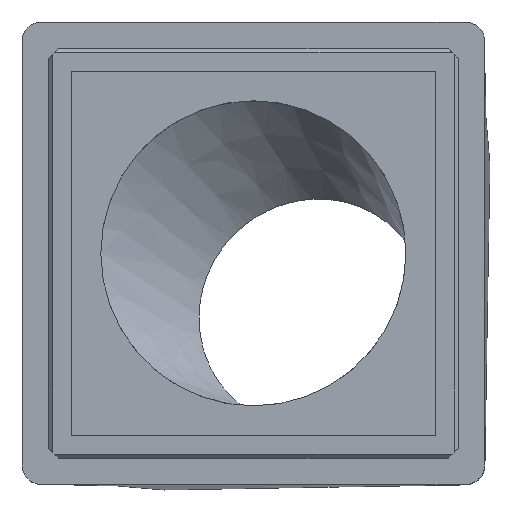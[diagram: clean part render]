
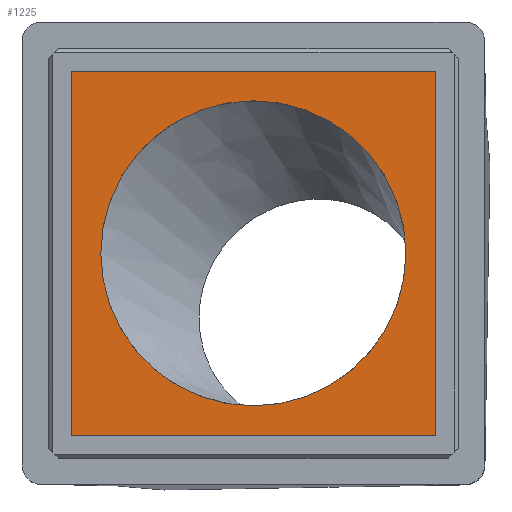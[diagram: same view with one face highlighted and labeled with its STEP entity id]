
A CAD part, top view. The second image highlights one B-rep face of the part: STEP entity #1225.
In plain terms, the highlighted planar face has unit normal (0, 0, 1).
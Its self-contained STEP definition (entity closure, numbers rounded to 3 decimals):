
#119=CIRCLE('',#1298,15.5);
#129=FACE_BOUND('',#279,.T.);
#200=FACE_OUTER_BOUND('',#278,.T.);
#278=EDGE_LOOP('',(#1116,#1117,#1118,#1119));
#279=EDGE_LOOP('',(#1120));
#376=LINE('',#2750,#480);
#379=LINE('',#2755,#483);
#381=LINE('',#2759,#485);
#382=LINE('',#2761,#486);
#480=VECTOR('',#1506,10.);
#483=VECTOR('',#1511,10.);
#485=VECTOR('',#1515,10.);
#486=VECTOR('',#1518,10.);
#594=VERTEX_POINT('',#2747);
#595=VERTEX_POINT('',#2749);
#596=VERTEX_POINT('',#2753);
#597=VERTEX_POINT('',#2757);
#598=VERTEX_POINT('',#2779);
#764=EDGE_CURVE('',#595,#594,#376,.T.);
#767=EDGE_CURVE('',#594,#596,#379,.T.);
#769=EDGE_CURVE('',#596,#597,#381,.T.);
#770=EDGE_CURVE('',#597,#595,#382,.T.);
#772=EDGE_CURVE('',#598,#598,#119,.F.);
#1116=ORIENTED_EDGE('',*,*,#764,.T.);
#1117=ORIENTED_EDGE('',*,*,#767,.T.);
#1118=ORIENTED_EDGE('',*,*,#769,.T.);
#1119=ORIENTED_EDGE('',*,*,#770,.T.);
#1120=ORIENTED_EDGE('',*,*,#772,.T.);
#1154=PLANE('',#1299);
#1225=ADVANCED_FACE('',(#200,#129),#1154,.F.);
#1298=AXIS2_PLACEMENT_3D('',#2781,#1522,#1523);
#1299=AXIS2_PLACEMENT_3D('',#2782,#1524,#1525);
#1506=DIRECTION('',(0.,1.,0.));
#1511=DIRECTION('',(-1.,0.,0.));
#1515=DIRECTION('',(0.,-1.,0.));
#1518=DIRECTION('',(1.,0.,0.));
#1522=DIRECTION('center_axis',(0.,0.,1.));
#1523=DIRECTION('ref_axis',(1.,0.,0.));
#1524=DIRECTION('center_axis',(0.,0.,-1.));
#1525=DIRECTION('ref_axis',(-1.,0.,0.));
#2747=CARTESIAN_POINT('',(18.5,18.5,-3.95));
#2749=CARTESIAN_POINT('',(18.5,-18.5,-3.95));
#2750=CARTESIAN_POINT('',(18.5,9.25,-3.95));
#2753=CARTESIAN_POINT('',(-18.5,18.5,-3.95));
#2755=CARTESIAN_POINT('',(-9.25,18.5,-3.95));
#2757=CARTESIAN_POINT('',(-18.5,-18.5,-3.95));
#2759=CARTESIAN_POINT('',(-18.5,-9.25,-3.95));
#2761=CARTESIAN_POINT('',(9.25,-18.5,-3.95));
#2779=CARTESIAN_POINT('',(-15.5,0.,-3.95));
#2781=CARTESIAN_POINT('Origin',(0.,0.,-3.95));
#2782=CARTESIAN_POINT('Origin',(0.,0.,
-3.95));
